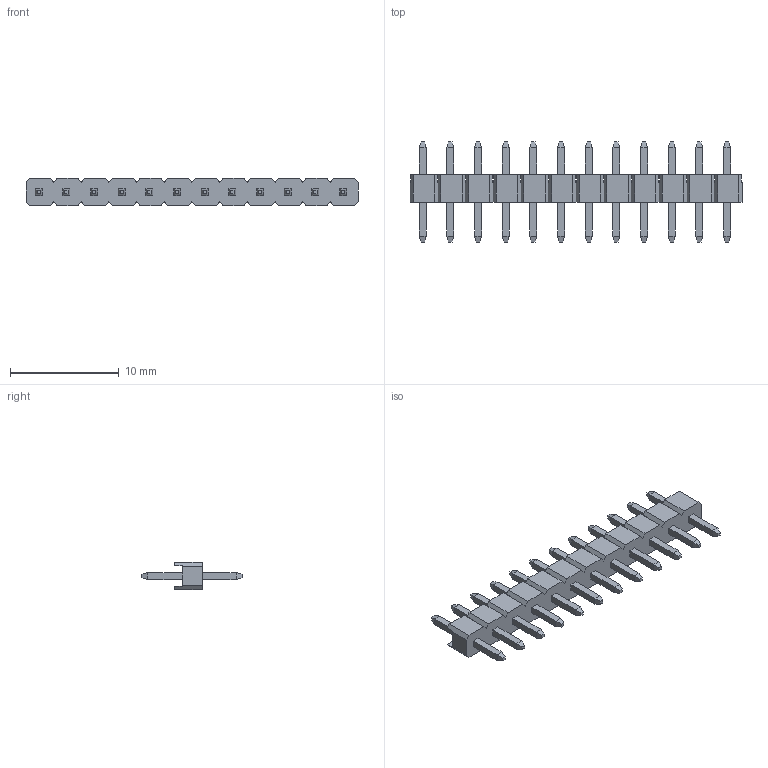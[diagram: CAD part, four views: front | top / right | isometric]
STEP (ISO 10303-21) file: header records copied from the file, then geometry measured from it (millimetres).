
FILE_DESCRIPTION(('STEP AP214'),'1');
FILE_NAME('stiftleiste_aw140-eg-g12f.stp','2016-06-24T13:37:44',('TraceParts'),('TraceParts S.A.'),'Spatial InterOp 3D',' ',' ');
FILE_SCHEMA(('automotive_design'));
Length unit declared in the file: millimetre
Products named in the file (1): 1
Bounding box: 30.48 x 9.2 x 2.5 mm (x, y, z)
Volume: 180.6 mm3; surface area: 580.6 mm2
Topology: 1 solids, 1 shells, 340 faces, 846 edges, 532 vertices
Faces by surface type: plane 340
Entity records: 12498 total; most frequent: CARTESIAN_POINT 1719, ORIENTED_EDGE 1692, DIRECTION 1528, EDGE_CURVE 846, LINE 846, VECTOR 846, VERTEX_POINT 532, EDGE_LOOP 364
